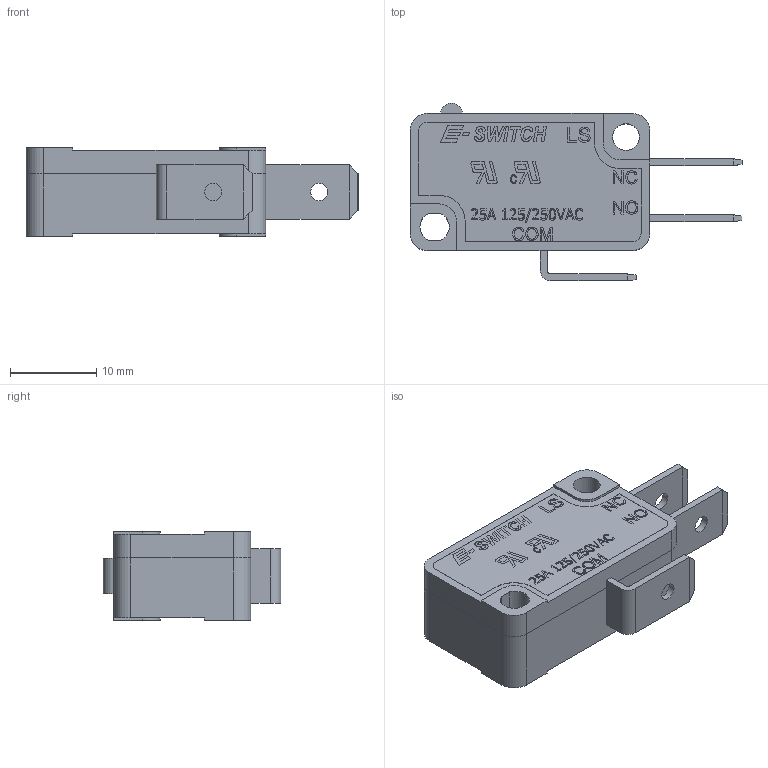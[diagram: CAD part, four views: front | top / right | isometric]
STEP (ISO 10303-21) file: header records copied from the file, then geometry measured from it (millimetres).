
FILE_DESCRIPTION(/* description */ (''),/* implementation_level */ '2;1');
FILE_NAME(/* name */ 'LS2500F400C2A.stp',/* time_stamp */ '2025-05-12T14:59:15-05:00',/* author */ ('jsteinblock'),/* organization */ (''),/* preprocessor_version */ 'ST-DEVELOPER v20',/* originating_system */ 'Autodesk Inventor 2022',/* authorisation */ '');
FILE_SCHEMA (('AUTOMOTIVE_DESIGN { 1 0 10303 214 3 1 1 }'));
Length unit declared in the file: inch
Products named in the file (1): LS2500F400C2A
Bounding box: 38.5 x 20.6 x 10.3 mm (x, y, z)
Volume: 4255.4 mm3; surface area: 2565.1 mm2
Topology: 3 solids, 3 shells, 592 faces, 1606 edges, 1063 vertices
Faces by surface type: plane 375, bspline 169, cylinder 48
Full cylindrical faces by diameter (mm): 2 x3, 3.1 x2
Entity records: 20588 total; most frequent: CARTESIAN_POINT 6661, ORIENTED_EDGE 3216, DIRECTION 2207, EDGE_CURVE 1608, LINE 1181, VECTOR 1181, VERTEX_POINT 1065, EDGE_LOOP 645
